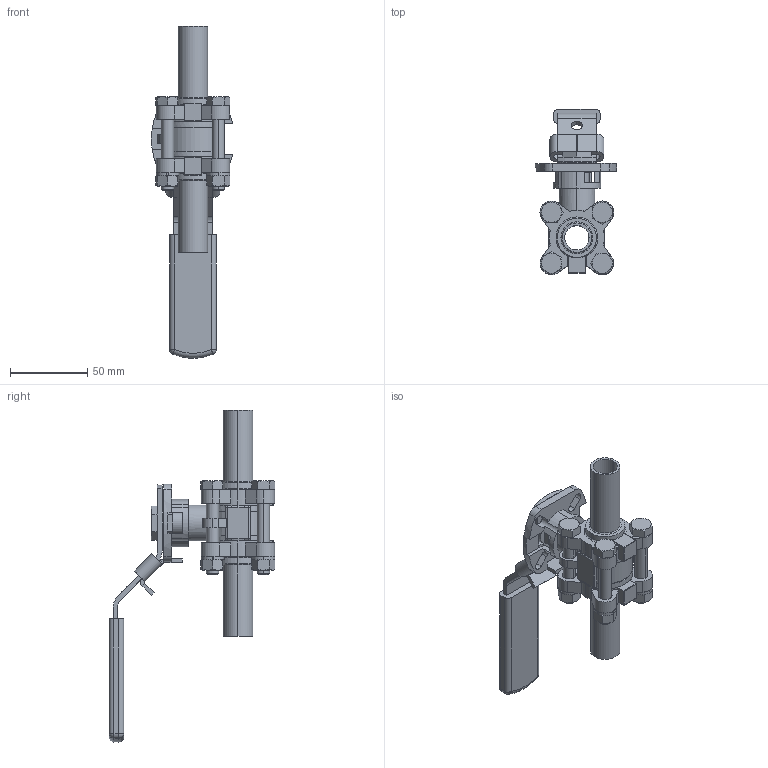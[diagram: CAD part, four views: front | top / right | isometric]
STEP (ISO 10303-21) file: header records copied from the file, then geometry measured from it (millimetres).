
FILE_DESCRIPTION (( 'STEP AP214' ), '1' );
FILE_NAME ('77-DA-0075-PXX.STEP', '2019-06-27T17:58:40', ( '' ), ( '' ), 'SwSTEP 2.0', 'SolidWorks 2019', '' );
FILE_SCHEMA (( 'AUTOMOTIVE_DESIGN' ));
Length unit declared in the file: inch
Products named in the file (11): 23408; flat washer narrow_am_B18.22M - Plain washer, 12 mm, narrow; M12 Thinnut; M8_LockWasher; 23407; hex bolt_am_B18.2.3.5M - Hex bolt M8 x 1.25 x 55 --22N; 23410; 23409; hex nut style 1_am_B18.2.4.1M - Hex nut, Style 1,  M8 x 1.25 --D-N; 77-DA-0075-PXX; 23385
Assembly tree (21 placements, depth 2):
  77-DA-0075-PXX
    23407
    23385  x2
    M8_LockWasher  x4
    hex nut style 1_am_B18.2.4.1M - Hex nut, Style 1,  M8 x 1.25 --D-N  x4
    hex bolt_am_B18.2.3.5M - Hex bolt M8 x 1.25 x 55 --22N  x4
    23410
    M12 Thinnut  x2
    flat washer narrow_am_B18.22M - Plain washer, 12 mm, narrow
    23409
    23408
Bounding box: 52.44 x 107.2 x 214.45 mm (x, y, z)
Volume: 120809.3 mm3; surface area: 70024.2 mm2
Topology: 21 solids, 21 shells, 640 faces, 1553 edges, 942 vertices
Faces by surface type: plane 286, cylinder 216, cone 96, sphere 16, torus 14, bspline 12
Entity records: 12891 total; most frequent: CARTESIAN_POINT 2766, DIRECTION 2035, ORIENTED_EDGE 1902, EDGE_CURVE 951, AXIS2_PLACEMENT_3D 755, VERTEX_POINT 588, VECTOR 525, LINE 525
